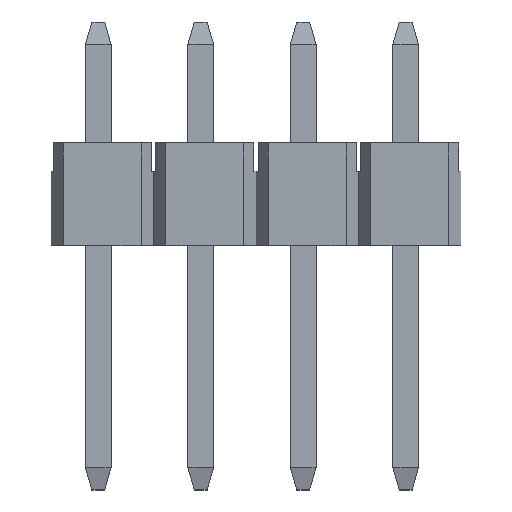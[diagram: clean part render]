
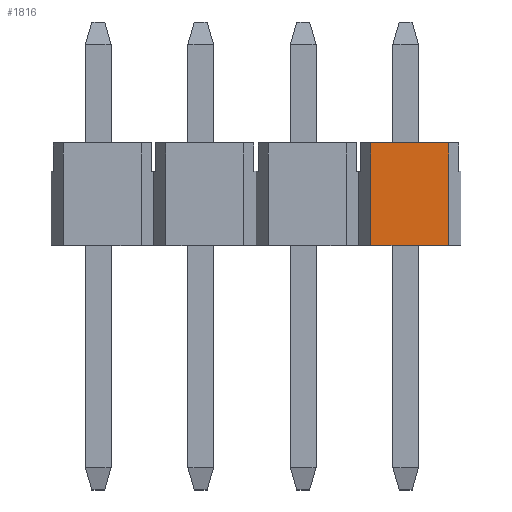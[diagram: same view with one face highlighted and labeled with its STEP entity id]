
A CAD part, top view. The second image highlights one B-rep face of the part: STEP entity #1816.
In plain terms, the highlighted planar face has unit normal (0, 0, 1).
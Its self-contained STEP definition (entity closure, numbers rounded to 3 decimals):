
#728=EDGE_CURVE('',#1024,#1706,#1969,.T.);
#758=VERTEX_POINT('',#2003);
#818=EDGE_CURVE('',#1458,#758,#2074,.T.);
#954=EDGE_CURVE('',#758,#1706,#2219,.T.);
#1024=VERTEX_POINT('',#2298);
#1084=EDGE_CURVE('',#1458,#1024,#2364,.T.);
#1458=VERTEX_POINT('',#2774);
#1706=VERTEX_POINT('',#3052);
#1816=ADVANCED_FACE('',(#3171),#3172,.T.);
#1969=LINE('',#3363,#3364);
#2003=CARTESIAN_POINT('',(2.945,-2.54,1.253));
#2074=LINE('',#3502,#3503);
#2219=LINE('',#3727,#3728);
#2298=CARTESIAN_POINT('',(4.875,0.,1.253));
#2364=LINE('',#3940,#3941);
#2774=CARTESIAN_POINT('',(2.945,0.,1.253));
#3052=CARTESIAN_POINT('',(4.875,-2.54,1.253));
#3171=FACE_OUTER_BOUND('',#5102,.T.);
#3172=PLANE('',#5103);
#3363=CARTESIAN_POINT('',(4.875,0.,1.253));
#3364=VECTOR('',#5261,1.0);
#3502=CARTESIAN_POINT('',(2.945,0.,1.253));
#3503=VECTOR('',#5406,1.0);
#3727=CARTESIAN_POINT('',(2.945,-2.54,1.253));
#3728=VECTOR('',#5520,1.0);
#3940=CARTESIAN_POINT('',(2.945,0.,1.253));
#3941=VECTOR('',#5680,1.0);
#5102=EDGE_LOOP('',(#6495,#6496,#6497,#6498));
#5103=AXIS2_PLACEMENT_3D('',#6499,#6500,#6501);
#5261=DIRECTION('',(0.0,-1.0,0.));
#5406=DIRECTION('',(0.0,-1.0,0.));
#5520=DIRECTION('',(1.0,0.0,0.0));
#5680=DIRECTION('',(1.0,0.0,0.0));
#6495=ORIENTED_EDGE('',*,*,#954,.T.);
#6496=ORIENTED_EDGE('',*,*,#728,.F.);
#6497=ORIENTED_EDGE('',*,*,#1084,.F.);
#6498=ORIENTED_EDGE('',*,*,#818,.T.);
#6499=CARTESIAN_POINT('',(2.945,0.,1.253));
#6500=DIRECTION('',(0.0,0.,1.0));
#6501=DIRECTION('',(-1.0,0.0,0.0));
